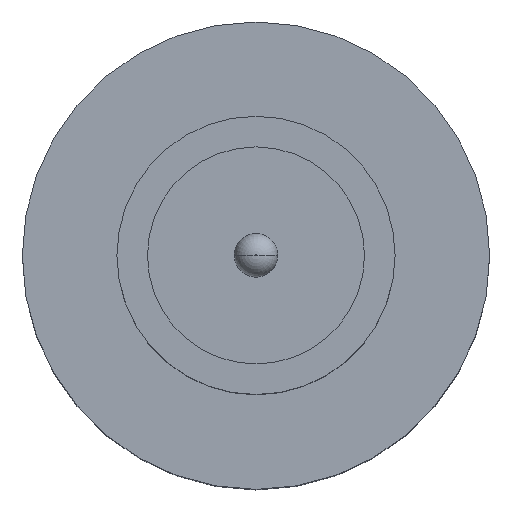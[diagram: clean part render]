
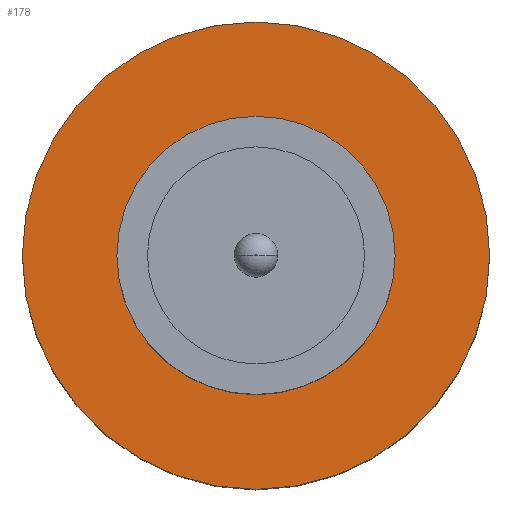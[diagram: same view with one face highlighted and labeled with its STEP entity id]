
A CAD part, top view. The second image highlights one B-rep face of the part: STEP entity #178.
In plain terms, the highlighted planar face has unit normal (0, 0, 1).
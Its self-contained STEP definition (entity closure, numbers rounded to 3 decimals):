
#2 = VERTEX_POINT ( 'NONE', #776 ) ;
#28 = EDGE_CURVE ( 'NONE', #2, #399, #665, .T. ) ;
#61 = EDGE_LOOP ( 'NONE', ( #601, #625 ) ) ;
#81 = AXIS2_PLACEMENT_3D ( 'NONE', #358, #119, #444 ) ;
#88 = PLANE ( 'NONE',  #527 ) ;
#96 = CARTESIAN_POINT ( 'NONE',  ( -2.1, 0., 1.55 ) ) ;
#119 = DIRECTION ( 'NONE',  ( 0., 0., 1. ) ) ;
#178 = ADVANCED_FACE ( 'NONE', ( #849, #925 ), #88, .T. ) ;
#203 = CIRCLE ( 'NONE', #465, 2.1 ) ;
#209 = ORIENTED_EDGE ( 'NONE', *, *, #28, .F. ) ;
#211 = EDGE_CURVE ( 'NONE', #399, #2, #217, .T. ) ;
#217 = CIRCLE ( 'NONE', #914, 1.25 ) ;
#230 = VERTEX_POINT ( 'NONE', #96 ) ;
#326 = AXIS2_PLACEMENT_3D ( 'NONE', #941, #382, #707 ) ;
#327 = DIRECTION ( 'NONE',  ( 0., 0., 1. ) ) ;
#358 = CARTESIAN_POINT ( 'NONE',  ( 0., 0., 1.55 ) ) ;
#379 = CIRCLE ( 'NONE', #81, 2.1 ) ;
#382 = DIRECTION ( 'NONE',  ( 0., 0., 1. ) ) ;
#399 = VERTEX_POINT ( 'NONE', #446 ) ;
#412 = CARTESIAN_POINT ( 'NONE',  ( 2.1, 0., 1.55 ) ) ;
#425 = EDGE_LOOP ( 'NONE', ( #729, #209 ) ) ;
#444 = DIRECTION ( 'NONE',  ( 1., 0., 0. ) ) ;
#446 = CARTESIAN_POINT ( 'NONE',  ( 1.25, 0., 1.55 ) ) ;
#465 = AXIS2_PLACEMENT_3D ( 'NONE', #979, #974, #586 ) ;
#475 = CARTESIAN_POINT ( 'NONE',  ( 0., 0., 1.55 ) ) ;
#527 = AXIS2_PLACEMENT_3D ( 'NONE', #475, #723, #879 ) ;
#586 = DIRECTION ( 'NONE',  ( 1., 0., 0. ) ) ;
#601 = ORIENTED_EDGE ( 'NONE', *, *, #988, .T. ) ;
#625 = ORIENTED_EDGE ( 'NONE', *, *, #843, .T. ) ;
#630 = CARTESIAN_POINT ( 'NONE',  ( 0., 0., 1.55 ) ) ;
#665 = CIRCLE ( 'NONE', #326, 1.25 ) ;
#707 = DIRECTION ( 'NONE',  ( 1., 0., 0. ) ) ;
#723 = DIRECTION ( 'NONE',  ( 0., 0., 1. ) ) ;
#729 = ORIENTED_EDGE ( 'NONE', *, *, #211, .F. ) ;
#776 = CARTESIAN_POINT ( 'NONE',  ( -1.25, 0., 1.55 ) ) ;
#799 = VERTEX_POINT ( 'NONE', #412 ) ;
#801 = DIRECTION ( 'NONE',  ( 1., 0., 0. ) ) ;
#843 = EDGE_CURVE ( 'NONE', #799, #230, #203, .T. ) ;
#849 = FACE_BOUND ( 'NONE', #425, .T. ) ;
#879 = DIRECTION ( 'NONE',  ( 1., 0., 0. ) ) ;
#914 = AXIS2_PLACEMENT_3D ( 'NONE', #630, #327, #801 ) ;
#925 = FACE_OUTER_BOUND ( 'NONE', #61, .T. ) ;
#941 = CARTESIAN_POINT ( 'NONE',  ( 0., 0., 1.55 ) ) ;
#974 = DIRECTION ( 'NONE',  ( 0., 0., 1. ) ) ;
#979 = CARTESIAN_POINT ( 'NONE',  ( 0., 0., 1.55 ) ) ;
#988 = EDGE_CURVE ( 'NONE', #230, #799, #379, .T. ) ;
